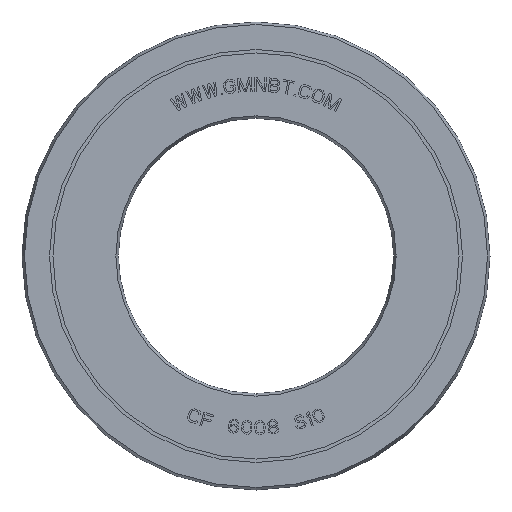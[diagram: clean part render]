
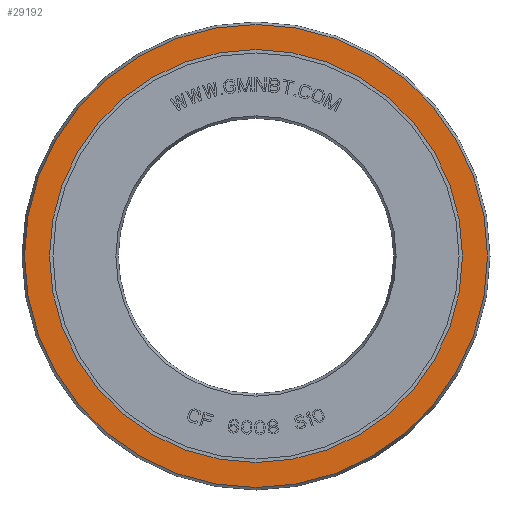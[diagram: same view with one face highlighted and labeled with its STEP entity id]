
A CAD part, front view. The second image highlights one B-rep face of the part: STEP entity #29192.
In plain terms, the highlighted planar face has unit normal (0, -1, 0).
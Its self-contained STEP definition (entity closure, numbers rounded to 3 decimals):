
#28711=CARTESIAN_POINT('',(0.,-3.,0.));
#28712=DIRECTION('',(0.,1.,0.));
#28713=DIRECTION('',(0.,0.,-1.));
#28714=AXIS2_PLACEMENT_3D('',#28711,#28712,#28713);
#28719=CARTESIAN_POINT('',(0.,-3.,0.));
#28720=DIRECTION('',(0.,-1.,0.));
#28721=DIRECTION('',(0.,0.,-1.));
#28722=AXIS2_PLACEMENT_3D('',#28719,#28720,#28721);
#28727=CARTESIAN_POINT('',(0.,-3.,0.));
#28728=DIRECTION('',(0.,-1.,0.));
#28729=DIRECTION('',(0.,0.,-1.));
#28730=AXIS2_PLACEMENT_3D('',#28727,#28728,#28729);
#28749=CARTESIAN_POINT('',(0.,-3.,0.));
#28750=DIRECTION('',(0.,1.,0.));
#28751=DIRECTION('',(0.,0.,-1.));
#28752=AXIS2_PLACEMENT_3D('',#28749,#28750,#28751);
#28788=CARTESIAN_POINT('',(0.,-3.,-30.));
#28790=VERTEX_POINT('',#28788);
#28791=CARTESIAN_POINT('',(0.,-3.,-33.636));
#28793=VERTEX_POINT('',#28791);
#28804=CARTESIAN_POINT('',(0.,-3.,30.));
#28806=VERTEX_POINT('',#28804);
#28807=CARTESIAN_POINT('',(0.,-3.,33.636));
#28809=VERTEX_POINT('',#28807);
#29177=CARTESIAN_POINT('',(0.,-3.,0.));
#29178=DIRECTION('',(0.,-1.,0.));
#29179=DIRECTION('',(0.,0.,1.));
#29180=AXIS2_PLACEMENT_3D('',#29177,#29178,#29179);
#29181=PLANE('',#29180);
#29183=ORIENTED_EDGE('',*,*,#29182,.F.);
#29185=ORIENTED_EDGE('',*,*,#29184,.T.);
#29186=EDGE_LOOP('',(#29183,#29185));
#29187=FACE_OUTER_BOUND('',#29186,.F.);
#29188=ORIENTED_EDGE('',*,*,#29170,.F.);
#29189=ORIENTED_EDGE('',*,*,#29159,.T.);
#29190=EDGE_LOOP('',(#29188,#29189));
#29191=FACE_BOUND('',#29190,.F.);
#28715=CIRCLE('',#28714,30.);
#28723=CIRCLE('',#28722,30.);
#28731=CIRCLE('',#28730,33.636);
#28753=CIRCLE('',#28752,33.636);
#29159=EDGE_CURVE('',#28790,#28806,#28723,.T.);
#29170=EDGE_CURVE('',#28790,#28806,#28715,.T.);
#29182=EDGE_CURVE('',#28793,#28809,#28731,.T.);
#29184=EDGE_CURVE('',#28793,#28809,#28753,.T.);
#29192=ADVANCED_FACE('',(#29187,#29191),#29181,.T.);
